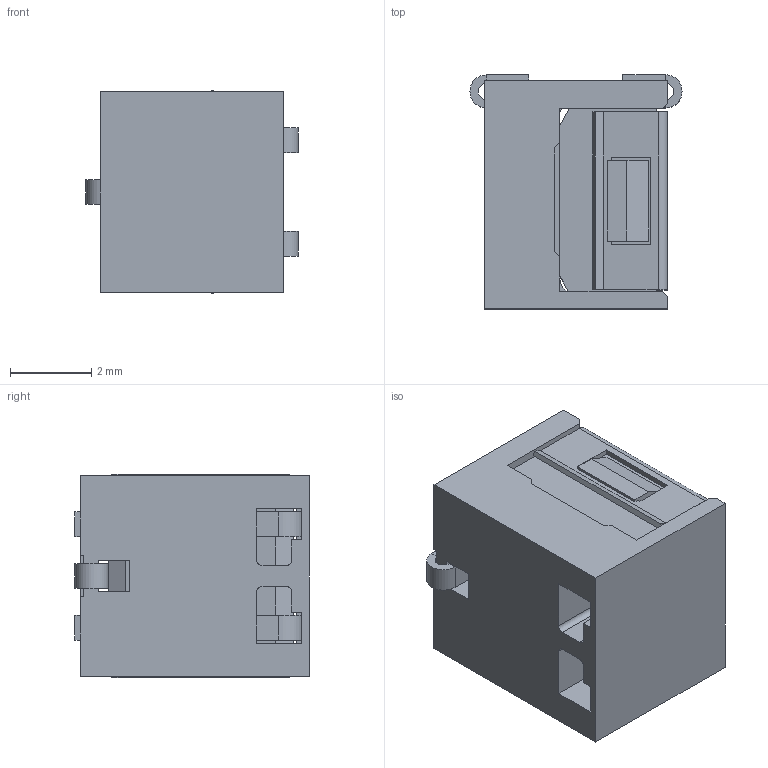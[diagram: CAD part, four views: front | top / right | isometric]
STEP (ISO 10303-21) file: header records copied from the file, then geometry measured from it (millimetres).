
FILE_DESCRIPTION((''),'2;1');
FILE_NAME('MANIFOLD_SOLID_BREP_14849','2013-08-06T',('maxm'),('Bourns, Inc.'),'PRO/ENGINEER BY PARAMETRIC TECHNOLOGY CORPORATION, 2012230','PRO/ENGINEER BY PARAMETRIC TECHNOLOGY CORPORATION, 2012230','');
FILE_SCHEMA(('CONFIG_CONTROL_DESIGN'));
Length unit declared in the file: inch
Products named in the file (1): MANIFOLD_SOLID_BREP_14849
Bounding box: 5.21 x 5.75 x 5.01 mm (x, y, z)
Volume: 103.2 mm3; surface area: 372.3 mm2
Topology: 1 solids, 1 shells, 453 faces, 1345 edges, 859 vertices
Faces by surface type: plane 362, cylinder 86, cone 5
Entity records: 15341 total; most frequent: CARTESIAN_POINT 3254, ORIENTED_EDGE 2690, DIRECTION 2293, EDGE_CURVE 1345, VECTOR 949, LINE 949, VERTEX_POINT 859, AXIS2_PLACEMENT_3D 672
